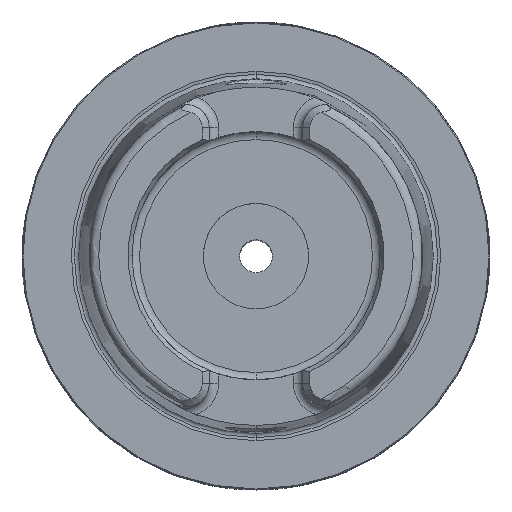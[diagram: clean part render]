
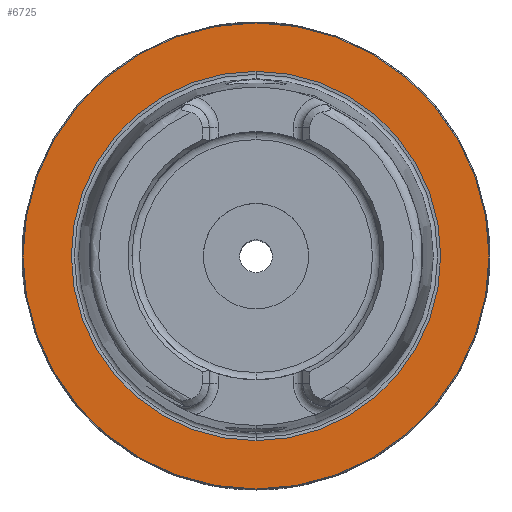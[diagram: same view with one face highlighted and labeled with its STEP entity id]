
A CAD part, top view. The second image highlights one B-rep face of the part: STEP entity #6725.
In plain terms, the highlighted planar face has unit normal (0, 0, 1).
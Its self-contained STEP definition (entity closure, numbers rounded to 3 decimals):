
#2726=CARTESIAN_POINT('',(0.,0.,0.));
#2727=DIRECTION('',(0.,0.,-1.));
#2728=DIRECTION('',(0.,-1.,0.));
#2729=AXIS2_PLACEMENT_3D('',#2726,#2727,#2728);
#2748=CARTESIAN_POINT('',(0.,0.,0.));
#2749=DIRECTION('',(0.,0.,1.));
#2750=DIRECTION('',(0.,-1.,0.));
#2751=AXIS2_PLACEMENT_3D('',#2748,#2749,#2750);
#2756=CARTESIAN_POINT('',(0.,0.,0.));
#2757=DIRECTION('',(0.,0.,1.));
#2758=DIRECTION('',(0.,-1.,0.));
#2759=AXIS2_PLACEMENT_3D('',#2756,#2757,#2758);
#2772=CARTESIAN_POINT('',(0.,0.,0.));
#2773=DIRECTION('',(0.,0.,-1.));
#2774=DIRECTION('',(0.,-1.,0.));
#2775=AXIS2_PLACEMENT_3D('',#2772,#2773,#2774);
#4764=CARTESIAN_POINT('',(0.,-39.464,0.));
#4766=VERTEX_POINT('',#4764);
#4776=CARTESIAN_POINT('',(0.,39.464,0.));
#4778=VERTEX_POINT('',#4776);
#5020=CARTESIAN_POINT('',(0.,-49.8,0.));
#5021=CARTESIAN_POINT('',(0.,49.8,0.));
#5022=VERTEX_POINT('',#5020);
#5023=VERTEX_POINT('',#5021);
#6710=CARTESIAN_POINT('',(0.,0.,0.));
#6711=DIRECTION('',(0.,0.,-1.));
#6712=DIRECTION('',(0.,1.,0.));
#6713=AXIS2_PLACEMENT_3D('',#6710,#6711,#6712);
#6714=PLANE('',#6713);
#6716=ORIENTED_EDGE('',*,*,#6715,.F.);
#6718=ORIENTED_EDGE('',*,*,#6717,.T.);
#6719=EDGE_LOOP('',(#6716,#6718));
#6720=FACE_OUTER_BOUND('',#6719,.F.);
#6721=ORIENTED_EDGE('',*,*,#6689,.F.);
#6722=ORIENTED_EDGE('',*,*,#6705,.T.);
#6723=EDGE_LOOP('',(#6721,#6722));
#6724=FACE_BOUND('',#6723,.F.);
#2730=CIRCLE('',#2729,39.464);
#2752=CIRCLE('',#2751,39.464);
#2760=CIRCLE('',#2759,49.8);
#2776=CIRCLE('',#2775,49.8);
#6689=EDGE_CURVE('',#4766,#4778,#2730,.T.);
#6705=EDGE_CURVE('',#4766,#4778,#2752,.T.);
#6715=EDGE_CURVE('',#5022,#5023,#2760,.T.);
#6717=EDGE_CURVE('',#5022,#5023,#2776,.T.);
#6725=ADVANCED_FACE('',(#6720,#6724),#6714,.F.);
